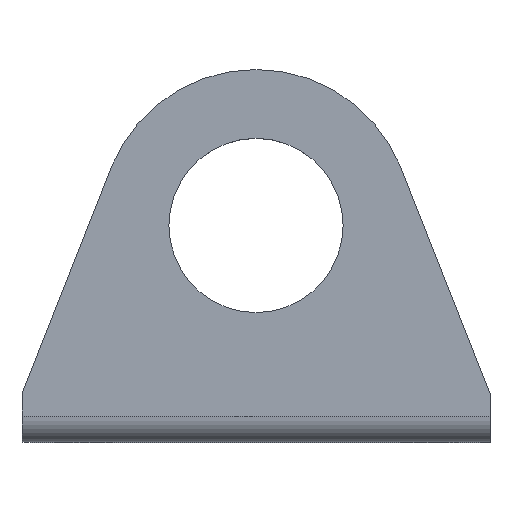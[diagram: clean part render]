
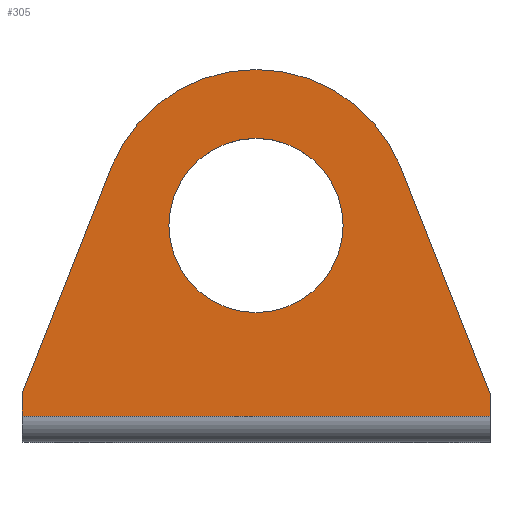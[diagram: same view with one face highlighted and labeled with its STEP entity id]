
A CAD part, top view. The second image highlights one B-rep face of the part: STEP entity #305.
In plain terms, the highlighted face is planar.
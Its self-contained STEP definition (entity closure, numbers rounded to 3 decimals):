
#32=LINE('',#469,#56);
#33=LINE('',#474,#57);
#34=LINE('',#476,#58);
#35=LINE('',#478,#59);
#36=LINE('',#480,#60);
#56=VECTOR('',#377,1000.);
#57=VECTOR('',#380,1000.);
#58=VECTOR('',#381,1000.);
#59=VECTOR('',#382,1000.);
#60=VECTOR('',#383,1000.);
#80=ORIENTED_EDGE('',*,*,#160,.T.);
#81=ORIENTED_EDGE('',*,*,#161,.T.);
#82=ORIENTED_EDGE('',*,*,#162,.F.);
#83=ORIENTED_EDGE('',*,*,#163,.T.);
#84=ORIENTED_EDGE('',*,*,#164,.T.);
#85=ORIENTED_EDGE('',*,*,#165,.F.);
#86=ORIENTED_EDGE('',*,*,#166,.F.);
#160=EDGE_CURVE('',#200,#200,#228,.T.);
#161=EDGE_CURVE('',#201,#202,#32,.T.);
#162=EDGE_CURVE('',#203,#202,#229,.T.);
#163=EDGE_CURVE('',#203,#204,#33,.T.);
#164=EDGE_CURVE('',#204,#205,#34,.T.);
#165=EDGE_CURVE('',#206,#205,#35,.T.);
#166=EDGE_CURVE('',#201,#206,#36,.T.);
#200=VERTEX_POINT('',#468);
#201=VERTEX_POINT('',#470);
#202=VERTEX_POINT('',#471);
#203=VERTEX_POINT('',#473);
#204=VERTEX_POINT('',#475);
#205=VERTEX_POINT('',#477);
#206=VERTEX_POINT('',#479);
#228=CIRCLE('',#338,10.05);
#229=CIRCLE('',#339,18.);
#244=EDGE_LOOP('',(#80));
#245=EDGE_LOOP('',(#81,#82,#83,#84,#85,#86));
#270=FACE_BOUND('',#244,.T.);
#271=FACE_BOUND('',#245,.T.);
#296=PLANE('',#337);
#305=ADVANCED_FACE('',(#270,#271),#296,.F.);
#337=AXIS2_PLACEMENT_3D('',#466,#373,#374);
#338=AXIS2_PLACEMENT_3D('',#467,#375,#376);
#339=AXIS2_PLACEMENT_3D('',#472,#378,#379);
#373=DIRECTION('',(1.,0.,0.));
#374=DIRECTION('',(0.,0.,-1.));
#375=DIRECTION('',(1.,0.,0.));
#376=DIRECTION('',(0.,0.,-1.));
#377=DIRECTION('',(0.,0.93,-0.367));
#378=DIRECTION('',(1.,0.,0.));
#379=DIRECTION('',(0.,0.,-1.));
#380=DIRECTION('',(0.,-0.93,-0.367));
#381=DIRECTION('',(0.,-1.,0.));
#382=DIRECTION('',(0.,0.,-1.));
#383=DIRECTION('',(0.,-1.,0.));
#466=CARTESIAN_POINT('',(0.,43.,27.));
#467=CARTESIAN_POINT('',(0.,25.,0.));
#468=CARTESIAN_POINT('',(0.,25.,-10.05));
#469=CARTESIAN_POINT('',(0.,5.6,27.));
#470=CARTESIAN_POINT('',(0.,5.6,27.));
#471=CARTESIAN_POINT('',(0.,31.604,16.745));
#472=CARTESIAN_POINT('',(0.,25.,0.));
#473=CARTESIAN_POINT('',(0.,31.604,-16.745));
#474=CARTESIAN_POINT('',(0.,31.604,-16.745));
#475=CARTESIAN_POINT('',(0.,5.6,-27.));
#476=CARTESIAN_POINT('',(0.,43.,-27.));
#477=CARTESIAN_POINT('',(0.,3.,-27.));
#478=CARTESIAN_POINT('',(0.,3.,27.));
#479=CARTESIAN_POINT('',(0.,3.,27.));
#480=CARTESIAN_POINT('',(0.,43.,27.));
